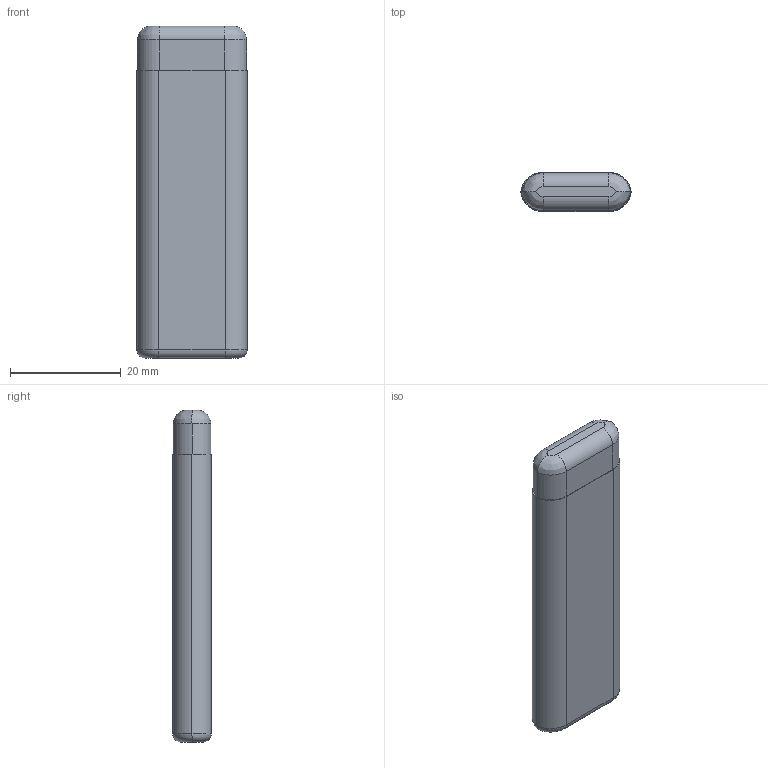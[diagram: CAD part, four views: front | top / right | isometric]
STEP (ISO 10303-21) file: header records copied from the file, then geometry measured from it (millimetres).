
FILE_DESCRIPTION(/* description */ ('','CAx-IF Rec.Pracs.---Representation and Presentation of Product Manufacturing Information (PMI)---4.0---2014-10-13'),/* implementation_level */ '2;1');
FILE_NAME(/* name */ 'Battery v5.step',/* time_stamp */ '2024-12-01T22:25:31+08:00',/* author */ (''),/* organization */ (''),/* preprocessor_version */ 'ST-DEVELOPER v20',/* originating_system */ 'Autodesk Translation Framework v13.20.0.188',/* authorisation */ '');
FILE_SCHEMA (('AP242_MANAGED_MODEL_BASED_3D_ENGINEERING_MIM_LF { 1 0 10303 442 1 1 4 }'));
Length unit declared in the file: millimetre
Products named in the file (1): Battery
Bounding box: 19.94 x 7 x 60 mm (x, y, z)
Volume: 7455.3 mm3; surface area: 3231.8 mm2
Topology: 2 solids, 2 shells, 28 faces, 60 edges, 36 vertices
Faces by surface type: cylinder 12, plane 8, torus 4, bspline 4
Entity records: 866 total; most frequent: CARTESIAN_POINT 209, DIRECTION 138, ORIENTED_EDGE 120, EDGE_CURVE 60, AXIS2_PLACEMENT_3D 57, VERTEX_POINT 36, CIRCLE 32, FACE_OUTER_BOUND 28
